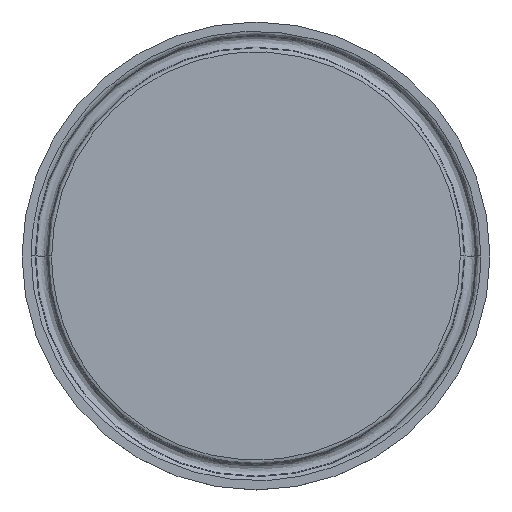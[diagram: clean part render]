
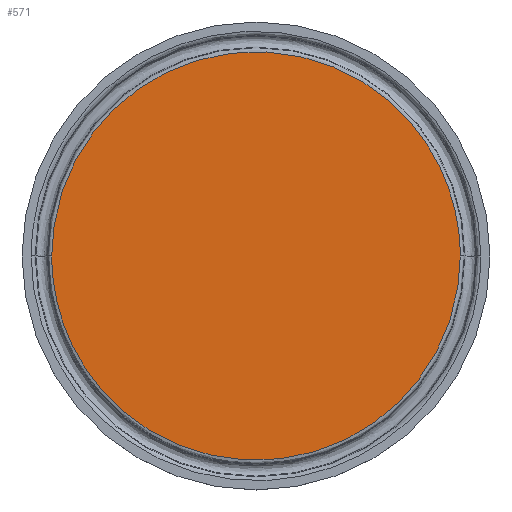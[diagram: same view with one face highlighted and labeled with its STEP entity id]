
A CAD part, top view. The second image highlights one B-rep face of the part: STEP entity #571.
In plain terms, the highlighted planar face has unit normal (0, 0, 1).
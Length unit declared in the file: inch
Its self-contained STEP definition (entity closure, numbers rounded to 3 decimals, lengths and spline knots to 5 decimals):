
#45 = AXIS2_PLACEMENT_3D ( 'NONE', #161, #162, #165 ) ;
#94 = PLANE ( 'NONE',  #45 ) ;
#104 =( BOUNDED_CURVE ( )  B_SPLINE_CURVE ( 3, ( #454, #720, #330, #325 ),
 .UNSPECIFIED., .F., .F. ) 
 B_SPLINE_CURVE_WITH_KNOTS ( ( 4, 4 ),
 ( 0., 1. ),
 .UNSPECIFIED. ) 
 CURVE ( )  GEOMETRIC_REPRESENTATION_ITEM ( )  RATIONAL_B_SPLINE_CURVE ( ( 1., 0.333, 0.333, 1. ) ) 
 REPRESENTATION_ITEM ( '' )  );
#161 = CARTESIAN_POINT ( 'NONE',  ( 0., 1.435, 0. ) ) ;
#162 = DIRECTION ( 'NONE',  ( 0., 0., -1. ) ) ;
#165 = DIRECTION ( 'NONE',  ( -1., 0., 0. ) ) ;
#169 = FACE_OUTER_BOUND ( 'NONE', #535, .T. ) ;
#278 = VERTEX_POINT ( 'NONE', #293 ) ;
#293 = CARTESIAN_POINT ( 'NONE',  ( 1.56213, 0., 0. ) ) ;
#325 = CARTESIAN_POINT ( 'NONE',  ( 1.56213, 0., 0. ) ) ;
#330 = CARTESIAN_POINT ( 'NONE',  ( 1.56213, 3.12426, 0. ) ) ;
#389 = EDGE_CURVE ( 'NONE', #278, #640, #420, .T. ) ;
#400 = CARTESIAN_POINT ( 'NONE',  ( -1.56213, 0., 0. ) ) ;
#420 =( BOUNDED_CURVE ( )  B_SPLINE_CURVE ( 3, ( #603, #594, #628, #524 ),
 .UNSPECIFIED., .F., .F. ) 
 B_SPLINE_CURVE_WITH_KNOTS ( ( 4, 4 ),
 ( 0., 1. ),
 .UNSPECIFIED. ) 
 CURVE ( )  GEOMETRIC_REPRESENTATION_ITEM ( )  RATIONAL_B_SPLINE_CURVE ( ( 1., 0.333, 0.333, 1. ) ) 
 REPRESENTATION_ITEM ( '' )  );
#454 = CARTESIAN_POINT ( 'NONE',  ( -1.56213, 0., 0. ) ) ;
#524 = CARTESIAN_POINT ( 'NONE',  ( -1.56213, 0., 0. ) ) ;
#535 = EDGE_LOOP ( 'NONE', ( #700, #607 ) ) ;
#571 = ADVANCED_FACE ( 'NONE', ( #169 ), #94, .F. ) ;
#594 = CARTESIAN_POINT ( 'NONE',  ( 1.56213, -3.12426, 0. ) ) ;
#603 = CARTESIAN_POINT ( 'NONE',  ( 1.56213, 0., 0. ) ) ;
#607 = ORIENTED_EDGE ( 'NONE', *, *, #668, .F. ) ;
#628 = CARTESIAN_POINT ( 'NONE',  ( -1.56213, -3.12426, 0. ) ) ;
#640 = VERTEX_POINT ( 'NONE', #400 ) ;
#668 = EDGE_CURVE ( 'NONE', #640, #278, #104, .T. ) ;
#700 = ORIENTED_EDGE ( 'NONE', *, *, #389, .F. ) ;
#720 = CARTESIAN_POINT ( 'NONE',  ( -1.56213, 3.12426, 0. ) ) ;
